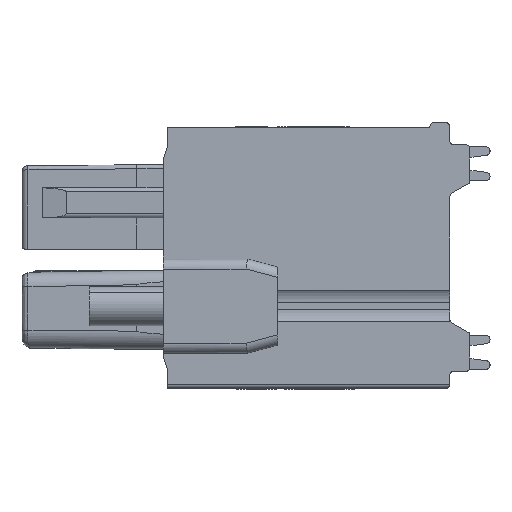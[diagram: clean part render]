
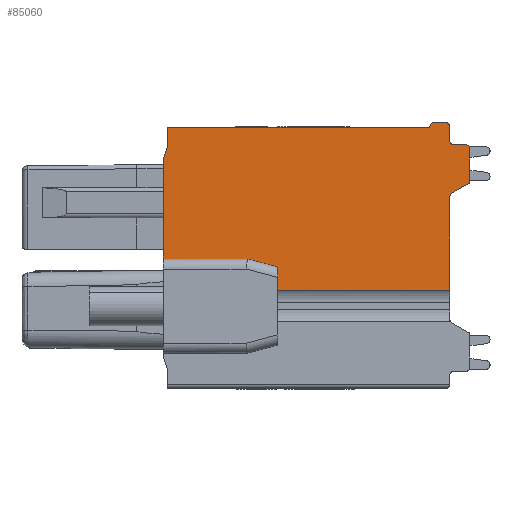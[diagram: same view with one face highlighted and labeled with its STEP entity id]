
A CAD part, left-side view. The second image highlights one B-rep face of the part: STEP entity #85060.
In plain terms, the highlighted face is planar.
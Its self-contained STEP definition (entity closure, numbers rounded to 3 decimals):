
#9400=CARTESIAN_POINT('',(34.172,51.023,-4.975));
#9410=VERTEX_POINT('',#9400);
#9440=CARTESIAN_POINT('',(34.172,44.156,-4.975));
#9450=DIRECTION('',(0.,1.,0.));
#9460=VECTOR('',#9450,1.);
#9470=LINE('',#9440,#9460);
#9480=CARTESIAN_POINT('',(34.172,55.694,-4.975));
#9490=VERTEX_POINT('',#9480);
#9500=EDGE_CURVE('',#9410,#9490,#9470,.T.);
#9720=CARTESIAN_POINT('',(34.172,58.487,-4.975));
#9730=VERTEX_POINT('',#9720);
#9760=CARTESIAN_POINT('',(34.172,58.887,-4.975));
#9770=DIRECTION('',(0.,1.,0.));
#9780=VECTOR('',#9770,1.);
#9790=LINE('',#9760,#9780);
#9800=CARTESIAN_POINT('',(34.172,59.187,-4.975));
#9810=VERTEX_POINT('',#9800);
#9820=EDGE_CURVE('',#9730,#9810,#9790,.T.);
#15560=CARTESIAN_POINT('',(34.372,58.287,-4.975));
#15570=VERTEX_POINT('',#15560);
#15600=CARTESIAN_POINT('',(34.372,58.487,-4.975));
#15610=DIRECTION('',(0.,0.,1.));
#15620=DIRECTION('',(1.,0.,0.));
#15630=AXIS2_PLACEMENT_3D('',#15600,#15610,#15620);
#15640=CIRCLE('',#15630,0.2);
#15650=EDGE_CURVE('',#9730,#15570,#15640,.T.);
#15950=CARTESIAN_POINT('',(34.972,58.287,-4.975));
#15960=VERTEX_POINT('',#15950);
#15990=CARTESIAN_POINT('',(31.861,58.287,-4.975));
#16000=DIRECTION('',(1.,0.,0.));
#16010=VECTOR('',#16000,1.);
#16020=LINE('',#15990,#16010);
#16030=EDGE_CURVE('',#15570,#15960,#16020,.T.);
#16830=CARTESIAN_POINT('',(34.272,55.867,-4.975));
#16840=VERTEX_POINT('',#16830);
#16890=CARTESIAN_POINT('',(34.372,55.694,-4.975));
#16900=DIRECTION('',(0.,0.,1.));
#16910=DIRECTION('',(1.,0.,0.));
#16920=AXIS2_PLACEMENT_3D('',#16890,#16900,#16910);
#16930=CIRCLE('',#16920,0.2);
#16940=EDGE_CURVE('',#16840,#9490,#16930,.T.);
#17150=CARTESIAN_POINT('',(35.072,56.329,-4.975));
#17160=VERTEX_POINT('',#17150);
#17210=CARTESIAN_POINT('',(31.861,54.475,-4.975));
#17220=DIRECTION('',(0.866,0.5,0.));
#17230=VECTOR('',#17220,1.);
#17240=LINE('',#17210,#17230);
#17250=EDGE_CURVE('',#16840,#17160,#17240,.T.);
#17480=CARTESIAN_POINT('',(35.172,58.087,-4.975));
#17490=VERTEX_POINT('',#17480);
#17520=CARTESIAN_POINT('',(34.972,58.087,-4.975));
#17530=DIRECTION('',(0.,0.,-1.));
#17540=DIRECTION('',(-1.,0.,0.));
#17550=AXIS2_PLACEMENT_3D('',#17520,#17530,#17540);
#17560=CIRCLE('',#17550,0.2);
#17570=EDGE_CURVE('',#15960,#17490,#17560,.T.);
#17690=CARTESIAN_POINT('',(32.961,54.617,-4.975));
#17700=DIRECTION('',(0.,0.,-1.));
#17710=DIRECTION('',(1.,0.,0.));
#17720=AXIS2_PLACEMENT_3D('',#17690,#17700,#17710);
#17730=PLANE('',#17720);
#17920=CARTESIAN_POINT('',(19.872,50.656,-4.975));
#17930=DIRECTION('',(0.,-1.,0.));
#17940=VECTOR('',#17930,1.);
#17950=LINE('',#17920,#17940);
#18160=CARTESIAN_POINT('',(25.572,44.156,-4.975));
#18170=DIRECTION('',(0.,-1.,0.));
#18180=VECTOR('',#18170,1.);
#18190=LINE('',#18160,#18180);
#54830=CARTESIAN_POINT('',(20.072,58.137,-4.975));
#54840=VERTEX_POINT('',#54830);
#54870=CARTESIAN_POINT('',(14.984,44.156,-4.975));
#54880=DIRECTION('',(0.342,0.94,0.));
#54890=VECTOR('',#54880,1.);
#54900=LINE('',#54870,#54890);
#54910=CARTESIAN_POINT('',(19.872,57.587,-4.975));
#54920=VERTEX_POINT('',#54910);
#54930=EDGE_CURVE('',#54920,#54840,#54900,.T.);
#55280=CARTESIAN_POINT('',(20.072,59.137,-4.975));
#55290=VERTEX_POINT('',#55280);
#55320=CARTESIAN_POINT('',(20.072,44.156,-4.975));
#55330=DIRECTION('',(0.,1.,0.));
#55340=VECTOR('',#55330,1.);
#55350=LINE('',#55320,#55340);
#55360=EDGE_CURVE('',#54840,#55290,#55350,.T.);
#55680=CARTESIAN_POINT('',(33.172,59.187,-4.975));
#55690=VERTEX_POINT('',#55680);
#55720=CARTESIAN_POINT('',(33.172,59.337,-4.975));
#55730=DIRECTION('',(0.,-1.,0.));
#55740=VECTOR('',#55730,1.);
#55750=LINE('',#55720,#55740);
#55760=CARTESIAN_POINT('',(33.172,59.137,-4.975));
#55770=VERTEX_POINT('',#55760);
#55780=EDGE_CURVE('',#55690,#55770,#55750,.T.);
#56010=CARTESIAN_POINT('',(33.972,59.187,-4.975));
#56020=DIRECTION('',(0.,0.,1.));
#56030=DIRECTION('',(1.,0.,0.));
#56040=AXIS2_PLACEMENT_3D('',#56010,#56020,#56030);
#56050=CIRCLE('',#56040,0.2);
#56060=CARTESIAN_POINT('',(33.972,59.387,-4.975));
#56070=VERTEX_POINT('',#56060);
#56080=EDGE_CURVE('',#9810,#56070,#56050,.T.);
#56450=CARTESIAN_POINT('',(33.372,59.387,-4.975));
#56460=VERTEX_POINT('',#56450);
#56580=CARTESIAN_POINT('',(32.372,59.387,-4.975));
#56590=DIRECTION('',(-1.,0.,0.));
#56600=VECTOR('',#56590,1.);
#56610=LINE('',#56580,#56600);
#56620=EDGE_CURVE('',#56070,#56460,#56610,.T.);
#56870=CARTESIAN_POINT('',(33.372,59.187,-4.975));
#56880=DIRECTION('',(0.,0.,-1.));
#56890=DIRECTION('',(-1.,0.,0.));
#56900=AXIS2_PLACEMENT_3D('',#56870,#56880,#56890);
#56910=CIRCLE('',#56900,0.2);
#56920=EDGE_CURVE('',#55690,#56460,#56910,.T.);
#84320=CARTESIAN_POINT('',(20.557,44.156,-4.975));
#84330=DIRECTION('',(0.577,0.816,0.));
#84340=VECTOR('',#84330,1.);
#84350=LINE('',#84320,#84340);
#84360=CARTESIAN_POINT('',(25.412,51.023,-4.975));
#84370=VERTEX_POINT('',#84360);
#84380=CARTESIAN_POINT('',(25.572,51.25,-4.975));
#84390=VERTEX_POINT('',#84380);
#84400=EDGE_CURVE('',#84370,#84390,#84350,.T.);
#84410=ORIENTED_EDGE('',*,*,#84400,.F.);
#84420=CARTESIAN_POINT('',(25.572,52.185,-4.975));
#84430=VERTEX_POINT('',#84420);
#84440=EDGE_CURVE('',#84430,#84390,#18190,.T.);
#84450=ORIENTED_EDGE('',*,*,#84440,.T.);
#84460=CARTESIAN_POINT('',(31.861,50.5,-4.975));
#84470=DIRECTION('',(0.966,-0.259,0.));
#84480=VECTOR('',#84470,1.);
#84490=LINE('',#84460,#84480);
#84500=CARTESIAN_POINT('',(24.072,52.587,-4.975));
#84510=VERTEX_POINT('',#84500);
#84520=EDGE_CURVE('',#84510,#84430,#84490,.T.);
#84530=ORIENTED_EDGE('',*,*,#84520,.T.);
#84540=CARTESIAN_POINT('',(31.861,52.587,-4.975));
#84550=DIRECTION('',(1.,0.,0.));
#84560=VECTOR('',#84550,1.);
#84570=LINE('',#84540,#84560);
#84580=CARTESIAN_POINT('',(19.872,52.587,-4.975)
);
#84590=VERTEX_POINT('',#84580);
#84600=EDGE_CURVE('',#84590,#84510,#84570,.T.);
#84610=ORIENTED_EDGE('',*,*,#84600,.T.);
#84620=EDGE_CURVE('',#54920,#84590,#17950,.T.);
#84630=ORIENTED_EDGE('',*,*,#84620,.T.);
#84640=ORIENTED_EDGE('',*,*,#54930,.F.);
#84650=ORIENTED_EDGE('',*,*,#55360,.F.);
#84660=CARTESIAN_POINT('',(31.861,59.137,-4.975));
#84670=DIRECTION('',(-1.,0.,0.));
#84680=VECTOR('',#84670,1.);
#84690=LINE('',#84660,#84680);
#84700=EDGE_CURVE('',#55770,#55290,#84690,.T.);
#84710=ORIENTED_EDGE('',*,*,#84700,.T.);
#84720=ORIENTED_EDGE('',*,*,#55780,.T.);
#84730=ORIENTED_EDGE('',*,*,#56920,.F.);
#84740=ORIENTED_EDGE('',*,*,#56620,.T.);
#84750=ORIENTED_EDGE('',*,*,#56080,.T.);
#84760=ORIENTED_EDGE('',*,*,#9820,.T.);
#84770=ORIENTED_EDGE('',*,*,#15650,.F.);
#84780=ORIENTED_EDGE('',*,*,#16030,.F.);
#84790=ORIENTED_EDGE('',*,*,#17570,.F.);
#84800=CARTESIAN_POINT('',(35.172,56.656,-4.975));
#84810=DIRECTION('',(0.,-1.,0.));
#84820=VECTOR('',#84810,1.);
#84830=LINE('',#84800,#84820);
#84840=CARTESIAN_POINT('',(35.172,56.502,-4.975));
#84850=VERTEX_POINT('',#84840);
#84860=EDGE_CURVE('',#17490,#84850,#84830,.T.);
#84870=ORIENTED_EDGE('',*,*,#84860,.F.);
#84880=CARTESIAN_POINT('',(34.972,56.502,-4.975)
);
#84890=DIRECTION('',(0.,0.,-1.));
#84900=DIRECTION('',(-1.,0.,0.));
#84910=AXIS2_PLACEMENT_3D('',#84880,#84890,#84900);
#84920=CIRCLE('',#84910,0.2);
#84930=EDGE_CURVE('',#84850,#17160,#84920,.T.);
#84940=ORIENTED_EDGE('',*,*,#84930,.F.);
#84950=ORIENTED_EDGE('',*,*,#17250,.T.);
#84960=ORIENTED_EDGE('',*,*,#16940,.F.);
#84970=ORIENTED_EDGE('',*,*,#9500,.T.);
#84980=CARTESIAN_POINT('',(34.172,51.023,-4.975));
#84990=DIRECTION('',(1.,0.,0.));
#85000=VECTOR('',#84990,1.);
#85010=LINE('',#84980,#85000);
#85020=EDGE_CURVE('',#84370,#9410,#85010,.T.);
#85030=ORIENTED_EDGE('',*,*,#85020,.T.);
#85040=EDGE_LOOP('',(#85030,#84970,#84960,#84950,#84940,#84870,#84790,
#84780,#84770,#84760,#84750,#84740,#84730,#84720,#84710,#84650,#84640,
#84630,#84610,#84530,#84450,#84410));
#85050=FACE_OUTER_BOUND('',#85040,.T.);
#85060=ADVANCED_FACE('',(#85050),#17730,.F.);
